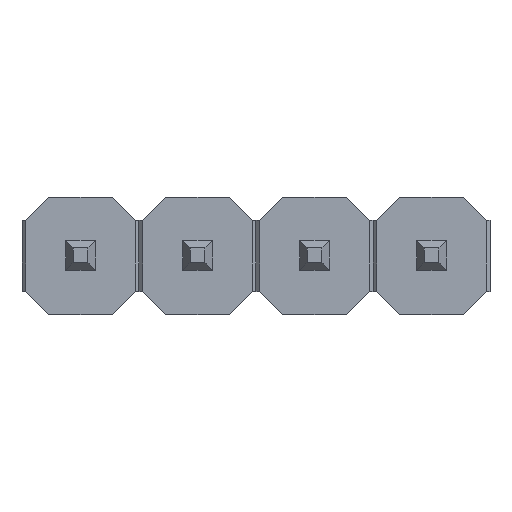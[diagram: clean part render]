
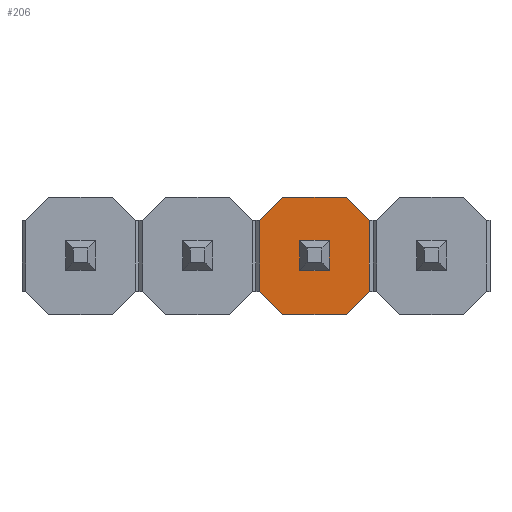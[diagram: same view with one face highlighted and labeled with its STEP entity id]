
A CAD part, top view. The second image highlights one B-rep face of the part: STEP entity #206.
In plain terms, the highlighted planar face has unit normal (0, 0, 1).
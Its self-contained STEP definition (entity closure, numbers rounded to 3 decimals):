
#206=ADVANCED_FACE('',(#1370),#1372,.T.);
#1370=FACE_BOUND('',#1371,.T.);
#1371=EDGE_LOOP('',(#2266,#2267,#2268,#2269,#2270,#2271,#2272,#2273));
#1372=PLANE('',#1373);
#1373=AXIS2_PLACEMENT_3D('',#1374,#1375,#1376);
#1374=CARTESIAN_POINT('',(2.54,0.,2.5));
#1375=DIRECTION('',(0.,0.,1.));
#1376=DIRECTION('',(1.,0.,0.));
#2266=ORIENTED_EDGE('',*,*,#2828,.T.);
#2267=ORIENTED_EDGE('',*,*,#2809,.T.);
#2268=ORIENTED_EDGE('',*,*,#2829,.T.);
#2269=ORIENTED_EDGE('',*,*,#2803,.T.);
#2270=ORIENTED_EDGE('',*,*,#2830,.T.);
#2271=ORIENTED_EDGE('',*,*,#2793,.T.);
#2272=ORIENTED_EDGE('',*,*,#2831,.T.);
#2273=ORIENTED_EDGE('',*,*,#2813,.T.);
#2793=EDGE_CURVE('',#3091,#3089,#3092,.T.);
#2803=EDGE_CURVE('',#3105,#3100,#3106,.T.);
#2809=EDGE_CURVE('',#3117,#3115,#3118,.T.);
#2813=EDGE_CURVE('',#3125,#3123,#3126,.T.);
#2828=EDGE_CURVE('',#3123,#3117,#3150,.F.);
#2829=EDGE_CURVE('',#3115,#3105,#3151,.T.);
#2830=EDGE_CURVE('',#3100,#3091,#3152,.F.);
#2831=EDGE_CURVE('',#3089,#3125,#3153,.T.);
#3089=VERTEX_POINT('',#3559);
#3091=VERTEX_POINT('',#3563);
#3092=LINE('',#3564,#3565);
#3100=VERTEX_POINT('',#3586);
#3105=VERTEX_POINT('',#3597);
#3106=LINE('',#3598,#3599);
#3115=VERTEX_POINT('',#3617);
#3117=VERTEX_POINT('',#3621);
#3118=LINE('',#3622,#3623);
#3123=VERTEX_POINT('',#3633);
#3125=VERTEX_POINT('',#3637);
#3126=LINE('',#3638,#3639);
#3150=LINE('',#3692,#3693);
#3151=LINE('',#3695,#3696);
#3152=LINE('',#3698,#3699);
#3153=LINE('',#3701,#3702);
#3559=CARTESIAN_POINT('',(5.765,1.27,2.5));
#3563=CARTESIAN_POINT('',(6.265,0.77,2.5));
#3564=CARTESIAN_POINT('',(6.265,0.77,2.5));
#3565=VECTOR('',#3566,1.);
#3566=DIRECTION('',(-0.707,0.707,0.));
#3586=CARTESIAN_POINT('',(6.265,-0.77,2.5));
#3597=CARTESIAN_POINT('',(5.765,-1.27,2.5));
#3598=CARTESIAN_POINT('',(5.765,-1.27,2.5));
#3599=VECTOR('',#3600,1.);
#3600=DIRECTION('',(0.707,0.707,0.));
#3617=CARTESIAN_POINT('',(4.395,-1.27,2.5));
#3621=CARTESIAN_POINT('',(3.895,-0.77,2.5));
#3622=CARTESIAN_POINT('',(3.895,-0.77,2.5));
#3623=VECTOR('',#3624,1.);
#3624=DIRECTION('',(0.707,-0.707,0.));
#3633=CARTESIAN_POINT('',(3.895,0.77,2.5));
#3637=CARTESIAN_POINT('',(4.395,1.27,2.5));
#3638=CARTESIAN_POINT('',(4.395,1.27,2.5));
#3639=VECTOR('',#3640,1.);
#3640=DIRECTION('',(-0.707,-0.707,0.));
#3692=CARTESIAN_POINT('',(3.895,-0.77,2.5));
#3693=VECTOR('',#3694,1.);
#3694=DIRECTION('',(0.,1.,0.));
#3695=CARTESIAN_POINT('',(4.395,-1.27,2.5));
#3696=VECTOR('',#3697,1.);
#3697=DIRECTION('',(1.,0.,0.));
#3698=CARTESIAN_POINT('',(6.265,0.77,2.5));
#3699=VECTOR('',#3700,1.);
#3700=DIRECTION('',(0.,-1.,0.));
#3701=CARTESIAN_POINT('',(5.765,1.27,2.5));
#3702=VECTOR('',#3703,1.);
#3703=DIRECTION('',(-1.,0.,0.));
